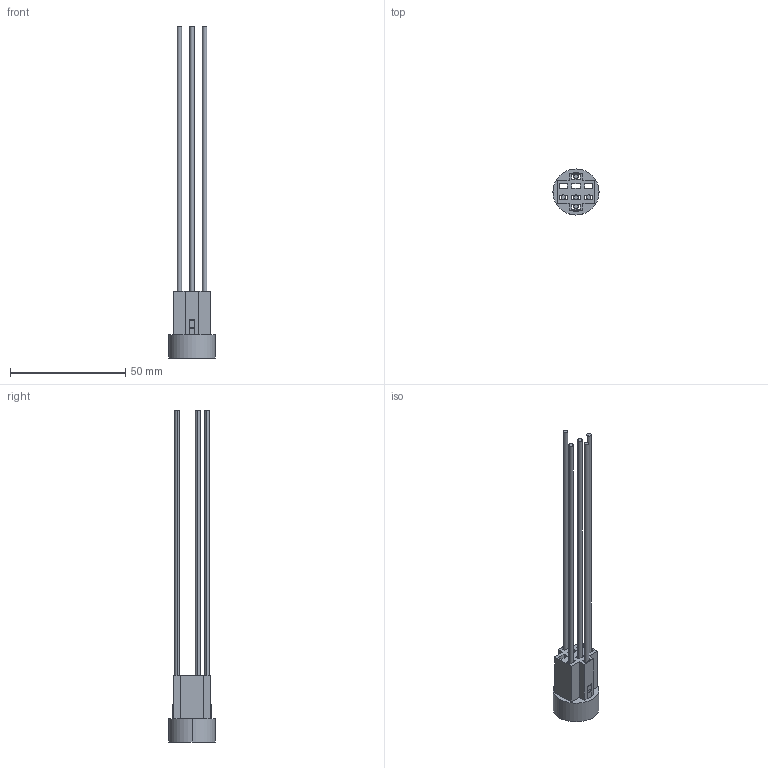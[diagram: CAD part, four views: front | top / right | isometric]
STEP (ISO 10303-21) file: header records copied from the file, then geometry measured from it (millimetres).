
FILE_DESCRIPTION (( 'STEP AP214' ), '1' );
FILE_NAME ('Àäàïòåð äëÿ ïîäêëþ÷åíèå êíîïîê S-Pro67 5 êîíòàêòîâ EKF PROxima.STEP', '2024-07-15T12:34:07', ( '' ), ( '' ), 'SwSTEP 2.0', 'SolidWorks 2021', '' );
FILE_SCHEMA (( 'AUTOMOTIVE_DESIGN' ));
Length unit declared in the file: millimetre
Products named in the file (1): Àäàïòåð äëÿ ïîäêëþ÷åíèå êíîïîê S-Pro67 5 êîíòàêòîâ EKF PROxima
Bounding box: 20 x 20 x 144 mm (x, y, z)
Volume: 5672.2 mm3; surface area: 8768.1 mm2
Topology: 8 solids, 8 shells, 142 faces, 382 edges, 254 vertices
Faces by surface type: plane 111, cylinder 24, cone 7
Entity records: 6091 total; most frequent: CARTESIAN_POINT 920, ORIENTED_EDGE 764, DIRECTION 710, EDGE_CURVE 382, VECTOR 322, LINE 322, VERTEX_POINT 254, AXIS2_PLACEMENT_3D 194
